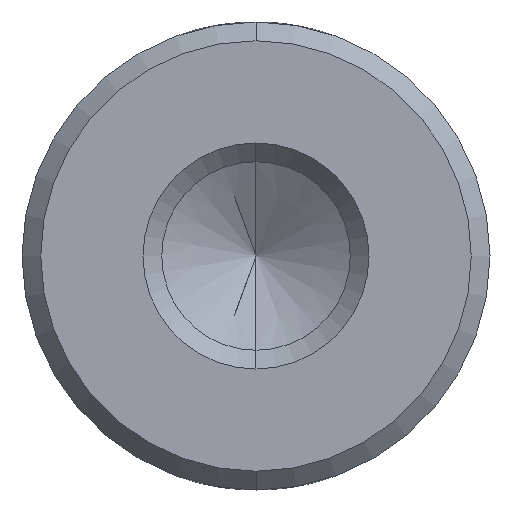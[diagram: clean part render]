
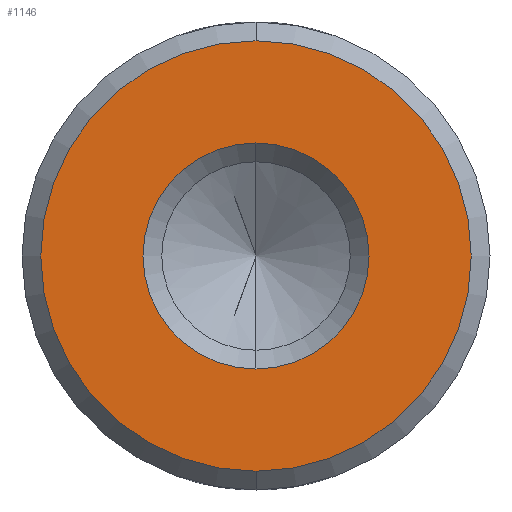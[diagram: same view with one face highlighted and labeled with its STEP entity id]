
A CAD part, front view. The second image highlights one B-rep face of the part: STEP entity #1146.
In plain terms, the highlighted planar face has unit normal (0, -1, 0).
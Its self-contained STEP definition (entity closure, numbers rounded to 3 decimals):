
#14 = ORIENTED_EDGE ( 'NONE', *, *, #722, .T. ) ;
#77 = EDGE_CURVE ( 'NONE', #2479, #763, #1276, .T. ) ;
#102 = CARTESIAN_POINT ( 'NONE',  ( 0., 0., -5.829 ) ) ;
#121 = EDGE_LOOP ( 'NONE', ( #1907, #772 ) ) ;
#247 = EDGE_CURVE ( 'NONE', #650, #1540, #2541, .T. ) ;
#343 = EDGE_CURVE ( 'NONE', #763, #2479, #2012, .T. ) ;
#610 = CARTESIAN_POINT ( 'NONE',  ( 0., 0., 0. ) ) ;
#650 = VERTEX_POINT ( 'NONE', #2339 ) ;
#703 = DIRECTION ( 'NONE',  ( 0., 1., 0. ) ) ;
#722 = EDGE_CURVE ( 'NONE', #1540, #650, #2700, .T. ) ;
#751 = CARTESIAN_POINT ( 'NONE',  ( 0., 0., 0. ) ) ;
#763 = VERTEX_POINT ( 'NONE', #2690 ) ;
#772 = ORIENTED_EDGE ( 'NONE', *, *, #77, .F. ) ;
#883 = AXIS2_PLACEMENT_3D ( 'NONE', #2465, #1209, #2681 ) ;
#888 = CARTESIAN_POINT ( 'NONE',  ( 0., 0., 3.061 ) ) ;
#992 = PLANE ( 'NONE',  #1414 ) ;
#1030 = DIRECTION ( 'NONE',  ( 0., 1., 0. ) ) ;
#1146 = ADVANCED_FACE ( 'NONE', ( #1799, #1263 ), #992, .F. ) ;
#1167 = DIRECTION ( 'NONE',  ( 0., 1., 0. ) ) ;
#1172 = DIRECTION ( 'NONE',  ( 0., 0., 1. ) ) ;
#1209 = DIRECTION ( 'NONE',  ( 0., 1., 0. ) ) ;
#1221 = DIRECTION ( 'NONE',  ( 0., 1., 0. ) ) ;
#1229 = AXIS2_PLACEMENT_3D ( 'NONE', #751, #1167, #1172 ) ;
#1263 = FACE_OUTER_BOUND ( 'NONE', #121, .T. ) ;
#1276 = CIRCLE ( 'NONE', #1229, 5.829 ) ;
#1284 = DIRECTION ( 'NONE',  ( 0., 0., 1. ) ) ;
#1414 = AXIS2_PLACEMENT_3D ( 'NONE', #2473, #1221, #2689 ) ;
#1418 = AXIS2_PLACEMENT_3D ( 'NONE', #1960, #703, #2180 ) ;
#1540 = VERTEX_POINT ( 'NONE', #888 ) ;
#1748 = AXIS2_PLACEMENT_3D ( 'NONE', #610, #1030, #1284 ) ;
#1799 = FACE_BOUND ( 'NONE', #2224, .T. ) ;
#1907 = ORIENTED_EDGE ( 'NONE', *, *, #343, .F. ) ;
#1960 = CARTESIAN_POINT ( 'NONE',  ( 0., 0., 0. ) ) ;
#2012 = CIRCLE ( 'NONE', #1418, 5.829 ) ;
#2180 = DIRECTION ( 'NONE',  ( 0., 0., 1. ) ) ;
#2224 = EDGE_LOOP ( 'NONE', ( #2335, #14 ) ) ;
#2335 = ORIENTED_EDGE ( 'NONE', *, *, #247, .T. ) ;
#2339 = CARTESIAN_POINT ( 'NONE',  ( 0., 0., -3.061 ) ) ;
#2465 = CARTESIAN_POINT ( 'NONE',  ( 0., 0., 0. ) ) ;
#2473 = CARTESIAN_POINT ( 'NONE',  ( 5.829, 0., 0. ) ) ;
#2479 = VERTEX_POINT ( 'NONE', #102 ) ;
#2541 = CIRCLE ( 'NONE', #1748, 3.061 ) ;
#2681 = DIRECTION ( 'NONE',  ( 0., 0., 1. ) ) ;
#2689 = DIRECTION ( 'NONE',  ( 0., 0., 1. ) ) ;
#2690 = CARTESIAN_POINT ( 'NONE',  ( 0., 0., 5.829 ) ) ;
#2700 = CIRCLE ( 'NONE', #883, 3.061 ) ;
